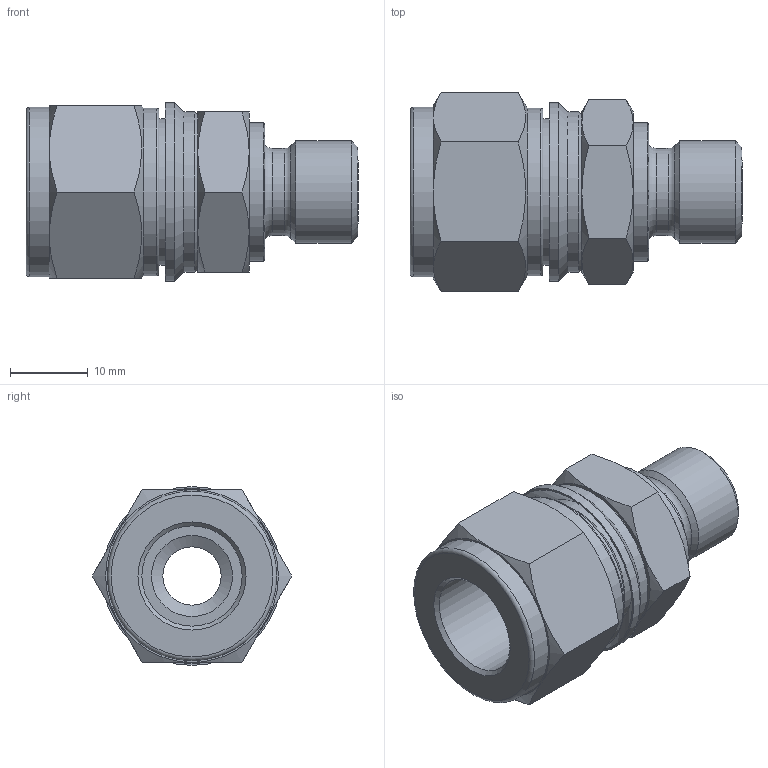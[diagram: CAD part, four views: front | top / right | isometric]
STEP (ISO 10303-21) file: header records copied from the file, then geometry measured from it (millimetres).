
FILE_DESCRIPTION(/* description */ (''),/* implementation_level */ '2;1');
FILE_NAME(/* name */ 'SMCI-8-4GM.stp',/* time_stamp */ '2022-05-13T13:31:15+09:00',/* author */ ('user'),/* organization */ (''),/* preprocessor_version */ 'ST-DEVELOPER v18.1',/* originating_system */ 'Autodesk Inventor 2022',/* authorisation */ '');
FILE_SCHEMA (('AUTOMOTIVE_DESIGN { 1 0 10303 214 3 1 1 }'));
Length unit declared in the file: millimetre
Products named in the file (1): SMC-8-4GM
Bounding box: 42.7 x 25.66 x 23 mm (x, y, z)
Volume: 8914.7 mm3; surface area: 5549.9 mm2
Topology: 1 solids, 1 shells, 70 faces, 152 edges, 92 vertices
Faces by surface type: cone 31, plane 22, cylinder 13, torus 4
Full cylindrical faces by diameter (mm): 7.5 x1, 10.414 x1, 11.2 x1, 12.9 x1, 13.16 x1, 17.2 x1, 17.7 x1, 17.8 x1, 18.9 x1, 20.6 x1, 21.5 x1, 21.8 x1, 23 x1
Entity records: 1901 total; most frequent: CARTESIAN_POINT 399, DIRECTION 318, ORIENTED_EDGE 304, EDGE_CURVE 152, AXIS2_PLACEMENT_3D 137, VERTEX_POINT 92, EDGE_LOOP 80, FACE_OUTER_BOUND 70
